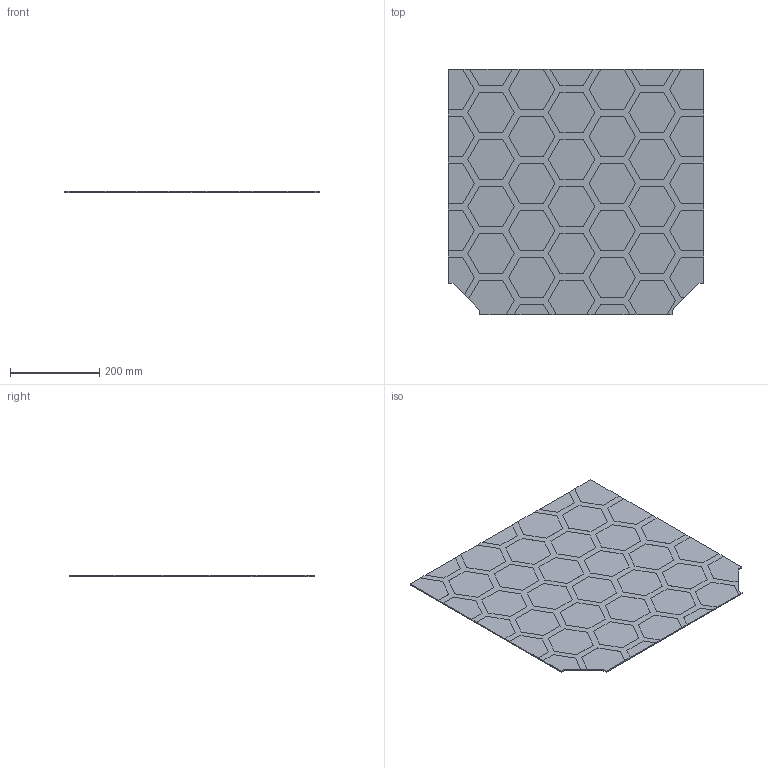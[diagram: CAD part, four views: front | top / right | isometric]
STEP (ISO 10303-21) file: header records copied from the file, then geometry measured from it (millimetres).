
FILE_DESCRIPTION (( 'STEP AP203' ), '1' );
FILE_NAME ('Side-Panels.engraved.V2.STEP', '2021-06-25T14:40:19', ( '' ), ( '' ), 'SwSTEP 2.0', 'SolidWorks 2019', '' );
FILE_SCHEMA (( 'CONFIG_CONTROL_DESIGN' ));
Length unit declared in the file: millimetre
Products named in the file (1): Side-Panels.engraved.V2
Bounding box: 571.2 x 549.2 x 3 mm (x, y, z)
Volume: 917212.2 mm3; surface area: 621231.9 mm2
Topology: 1 solids, 1 shells, 248 faces, 678 edges, 452 vertices
Faces by surface type: plane 248
Entity records: 7759 total; most frequent: CARTESIAN_POINT 1379, ORIENTED_EDGE 1356, DIRECTION 1176, EDGE_CURVE 678, LINE 678, VECTOR 678, VERTEX_POINT 452, EDGE_LOOP 268
